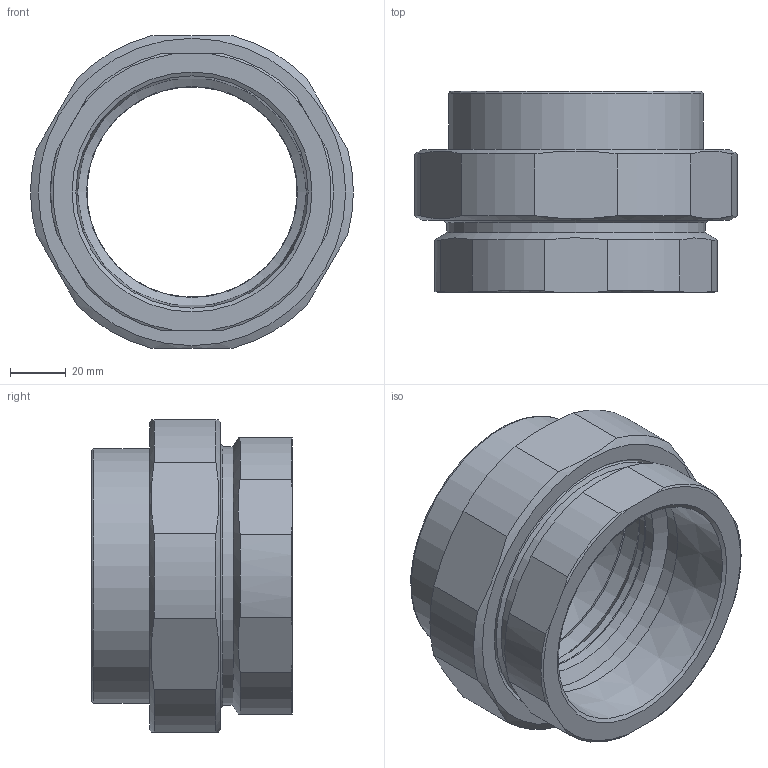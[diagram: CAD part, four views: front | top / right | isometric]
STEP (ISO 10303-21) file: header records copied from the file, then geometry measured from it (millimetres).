
FILE_DESCRIPTION(/* description */ (''),/* implementation_level */ '2;1');
FILE_NAME(/* name */ 'KIL_UNF300.stp',/* time_stamp */ '2021-04-07T09:19:52-05:00',/* author */ ('nsantoro'),/* organization */ (''),/* preprocessor_version */ 'ST-DEVELOPER v18',/* originating_system */ 'Autodesk Inventor 2020',/* authorisation */ '');
FILE_SCHEMA (('AUTOMOTIVE_DESIGN { 1 0 10303 214 3 1 1 }'));
Length unit declared in the file: inch
Products named in the file (1): UNF300_Shrinkwrap_1
Bounding box: 115.82 x 72.14 x 112.01 mm (x, y, z)
Volume: 216859.4 mm3; surface area: 74639.8 mm2
Topology: 3 solids, 3 shells, 64 faces, 184 edges, 128 vertices
Faces by surface type: cylinder 22, cone 21, plane 20, torus 1
Full cylindrical faces by diameter (mm): 75.438 x1, 75.692 x1, 83.553 x1, 85.141 x1, 91.44 x1, 92.202 x1, 92.837 x1, 94.234 x1, 94.996 x1, 96.012 x1
Entity records: 2262 total; most frequent: CARTESIAN_POINT 437, DIRECTION 383, ORIENTED_EDGE 368, EDGE_CURVE 184, AXIS2_PLACEMENT_3D 164, VERTEX_POINT 128, CIRCLE 99, EDGE_LOOP 72
